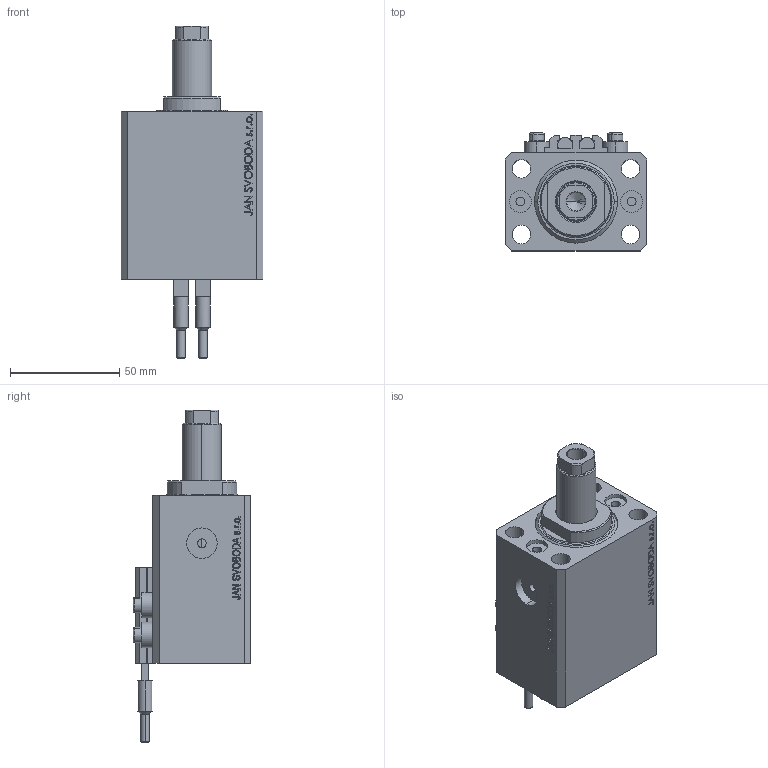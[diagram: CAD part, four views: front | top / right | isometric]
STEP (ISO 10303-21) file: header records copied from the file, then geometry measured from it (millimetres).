
FILE_DESCRIPTION (( 'STEP AP203' ), '1' );
FILE_NAME ('7aec.STEP', '2023-10-07T11:16:09', ( '' ), ( '' ), 'SwSTEP 2.0', 'SolidWorks 2019', '' );
FILE_SCHEMA (( 'CONFIG_CONTROL_DESIGN' ));
Length unit declared in the file: millimetre
Products named in the file (6): ALLEN BOLT V250CE fea2e00a6aea4954851dfaefecdde189; V250CE_VC_C fea2e00a6aea4954851dfaefecdde189; V250CE_C_Body fea2e00a6aea4954851dfaefecdde189; SWITCH_V250CE fea2e00a6aea4954851dfaefecdde189; V250CE_C_VCP fea2e00a6aea4954851dfaefecdde189; 7aec
Assembly tree (9 placements, depth 2):
  7aec
    V250CE_C_Body fea2e00a6aea4954851dfaefecdde189
    ALLEN BOLT V250CE fea2e00a6aea4954851dfaefecdde189  x4
    V250CE_C_VCP fea2e00a6aea4954851dfaefecdde189
    V250CE_VC_C fea2e00a6aea4954851dfaefecdde189
    SWITCH_V250CE fea2e00a6aea4954851dfaefecdde189  x2
Bounding box: 65 x 54 x 152 mm (x, y, z)
Volume: 227732.5 mm3; surface area: 60299.9 mm2
Topology: 10 solids, 10 shells, 1087 faces, 2703 edges, 1757 vertices
Faces by surface type: plane 537, bspline 374, cylinder 98, cone 60, torus 18
Entity records: 47974 total; most frequent: CARTESIAN_POINT 25924, ORIENTED_EDGE 4988, DIRECTION 3172, EDGE_CURVE 2494, VERTEX_POINT 1643, VECTOR 1514, LINE 1514, EDGE_LOOP 1109
